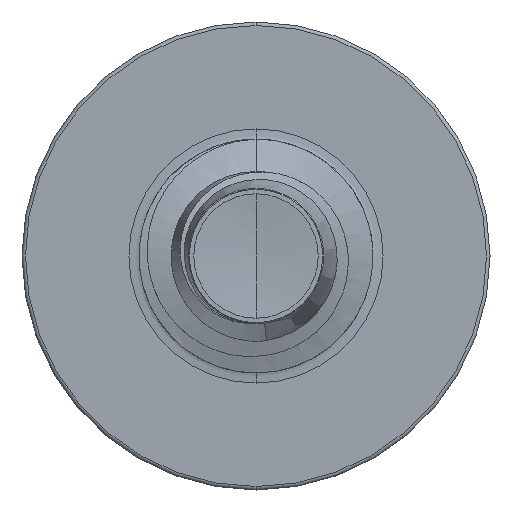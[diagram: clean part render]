
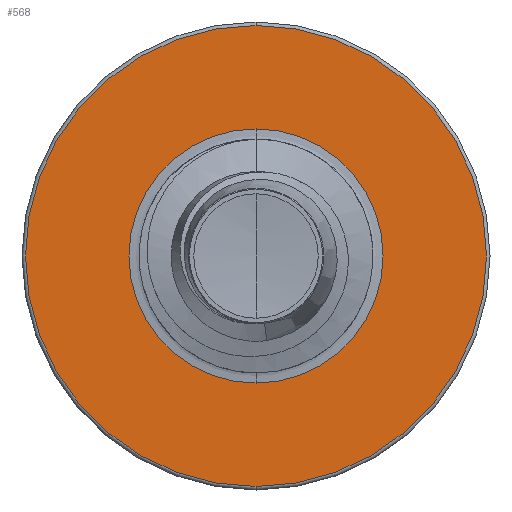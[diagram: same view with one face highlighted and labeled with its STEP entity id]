
A CAD part, front view. The second image highlights one B-rep face of the part: STEP entity #568.
In plain terms, the highlighted planar face has unit normal (0, -1, 0).
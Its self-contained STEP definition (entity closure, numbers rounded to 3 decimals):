
#4 = FACE_BOUND ( 'NONE', #3991, .T. ) ;
#282 = DIRECTION ( 'NONE',  ( 0., 0., 1. ) ) ;
#360 = VERTEX_POINT ( 'NONE', #2776 ) ;
#568 = ADVANCED_FACE ( 'NONE', ( #8798, #4 ), #1947, .F. ) ;
#765 = ORIENTED_EDGE ( 'NONE', *, *, #8273, .T. ) ;
#850 = VERTEX_POINT ( 'NONE', #8421 ) ;
#1044 = ORIENTED_EDGE ( 'NONE', *, *, #5036, .T. ) ;
#1332 = AXIS2_PLACEMENT_3D ( 'NONE', #7508, #3010, #8248 ) ;
#1509 = CIRCLE ( 'NONE', #5849, 1.086 ) ;
#1640 = DIRECTION ( 'NONE',  ( 0., 0., 1. ) ) ;
#1651 = DIRECTION ( 'NONE',  ( 0., 1., 0. ) ) ;
#1658 = CARTESIAN_POINT ( 'NONE',  ( 0., 3., 0. ) ) ;
#1694 = CARTESIAN_POINT ( 'NONE',  ( 0., 3., -1.086 ) ) ;
#1913 = CIRCLE ( 'NONE', #1332, 1.97 ) ;
#1947 = PLANE ( 'NONE',  #7428 ) ;
#2423 = DIRECTION ( 'NONE',  ( 0., 0., 1. ) ) ;
#2520 = CARTESIAN_POINT ( 'NONE',  ( 0., 3., 0. ) ) ;
#2776 = CARTESIAN_POINT ( 'NONE',  ( 0., 3., -1.97 ) ) ;
#3010 = DIRECTION ( 'NONE',  ( 0., 1., 0. ) ) ;
#3305 = DIRECTION ( 'NONE',  ( 0., 0., 1. ) ) ;
#3467 = VERTEX_POINT ( 'NONE', #8494 ) ;
#3991 = EDGE_LOOP ( 'NONE', ( #1044, #765 ) ) ;
#4890 = DIRECTION ( 'NONE',  ( 0., 1., 0. ) ) ;
#5036 = EDGE_CURVE ( 'NONE', #8328, #850, #1509, .T. ) ;
#5789 = CIRCLE ( 'NONE', #6509, 1.086 ) ;
#5849 = AXIS2_PLACEMENT_3D ( 'NONE', #9333, #4890, #282 ) ;
#6221 = CARTESIAN_POINT ( 'NONE',  ( 0., 3., 1.086 ) ) ;
#6509 = AXIS2_PLACEMENT_3D ( 'NONE', #1658, #6981, #2423 ) ;
#6631 = EDGE_CURVE ( 'NONE', #3467, #360, #1913, .T. ) ;
#6981 = DIRECTION ( 'NONE',  ( 0., 1., 0. ) ) ;
#7428 = AXIS2_PLACEMENT_3D ( 'NONE', #1694, #1651, #1640 ) ;
#7508 = CARTESIAN_POINT ( 'NONE',  ( 0., 3., 0. ) ) ;
#7790 = DIRECTION ( 'NONE',  ( 0., 1., 0. ) ) ;
#7834 = ORIENTED_EDGE ( 'NONE', *, *, #8727, .F. ) ;
#7987 = CIRCLE ( 'NONE', #8452, 1.97 ) ;
#8248 = DIRECTION ( 'NONE',  ( 0., 0., 1. ) ) ;
#8273 = EDGE_CURVE ( 'NONE', #850, #8328, #5789, .T. ) ;
#8328 = VERTEX_POINT ( 'NONE', #6221 ) ;
#8421 = CARTESIAN_POINT ( 'NONE',  ( 0., 3., -1.086 ) ) ;
#8452 = AXIS2_PLACEMENT_3D ( 'NONE', #2520, #7790, #3305 ) ;
#8494 = CARTESIAN_POINT ( 'NONE',  ( 0., 3., 1.97 ) ) ;
#8727 = EDGE_CURVE ( 'NONE', #360, #3467, #7987, .T. ) ;
#8798 = FACE_OUTER_BOUND ( 'NONE', #9607, .T. ) ;
#9333 = CARTESIAN_POINT ( 'NONE',  ( 0., 3., 0. ) ) ;
#9352 = ORIENTED_EDGE ( 'NONE', *, *, #6631, .F. ) ;
#9607 = EDGE_LOOP ( 'NONE', ( #9352, #7834 ) ) ;
